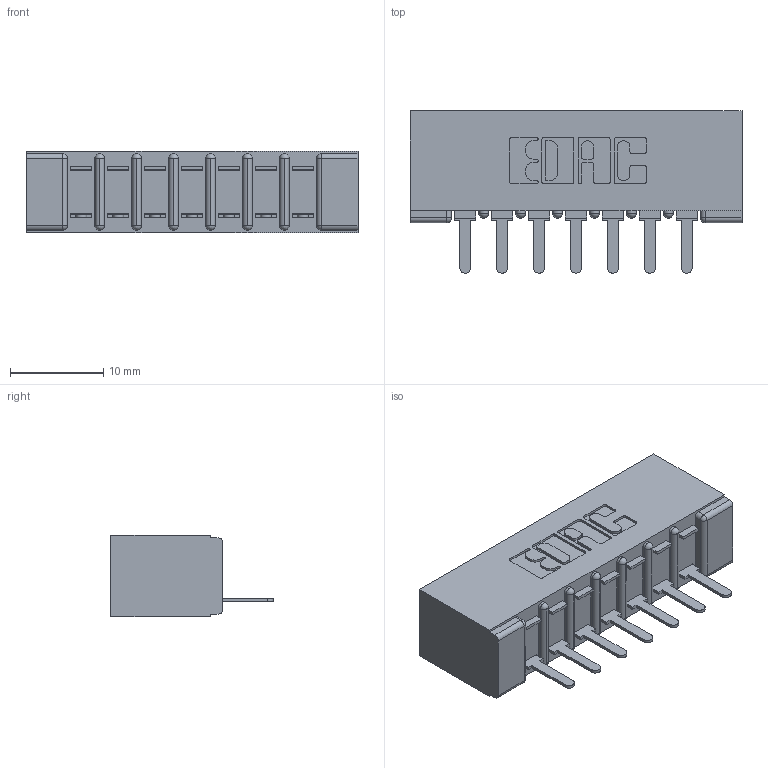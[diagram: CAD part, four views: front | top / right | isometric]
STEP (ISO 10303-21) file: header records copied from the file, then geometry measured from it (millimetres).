
FILE_DESCRIPTION (( 'STEP AP203' ), '1' );
FILE_NAME ('357-007-521-101.STEP', '2019-09-16T17:17:27', ( '' ), ( '' ), 'SwSTEP 2.0', 'SolidWorks 2016', '' );
FILE_SCHEMA (( 'CONFIG_CONTROL_DESIGN' ));
Length unit declared in the file: inch
Products named in the file (3): 307-290-002_521; 357-007-521-101; 307 Part_No Mounting Lugs
Assembly tree (8 placements, depth 2):
  357-007-521-101
    307 Part_No Mounting Lugs
    307-290-002_521  x7
Bounding box: 35.61 x 17.42 x 8.71 mm (x, y, z)
Volume: 2585.8 mm3; surface area: 4380.5 mm2
Topology: 8 solids, 8 shells, 636 faces, 1923 edges, 1258 vertices
Faces by surface type: plane 381, cylinder 239, sphere 16
Entity records: 10756 total; most frequent: CARTESIAN_POINT 1808, ORIENTED_EDGE 1798, DIRECTION 1771, EDGE_CURVE 899, LINE 673, VECTOR 673, VERTEX_POINT 586, AXIS2_PLACEMENT_3D 549
